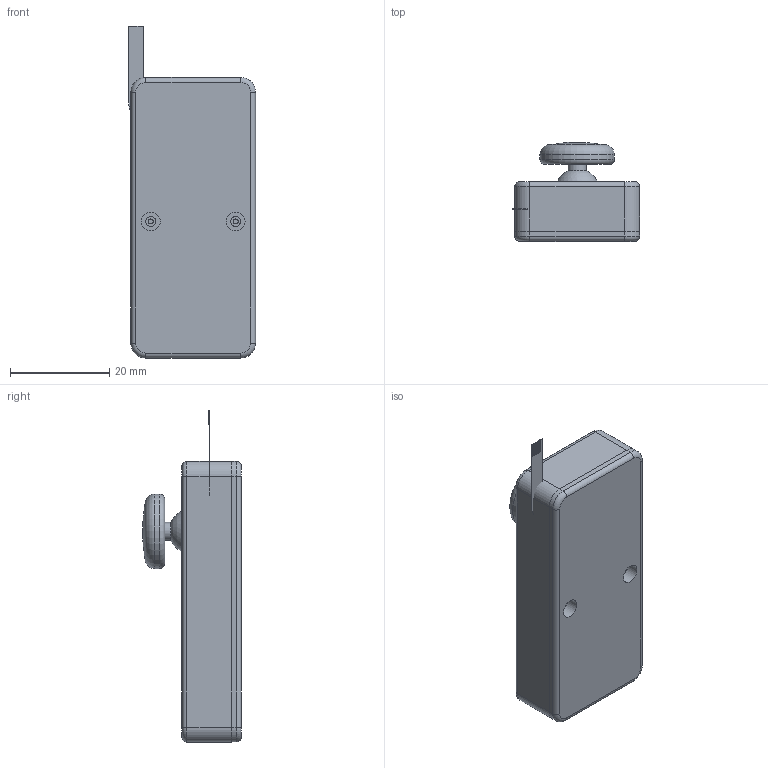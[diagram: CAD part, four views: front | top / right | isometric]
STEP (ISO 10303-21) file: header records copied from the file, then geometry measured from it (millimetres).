
FILE_DESCRIPTION(/* description */ (''),/* implementation_level */ '2;1');
FILE_NAME(/* name */ 'joystick_assy_switch.step',/* time_stamp */ '2021-07-26T13:59:42-07:00',/* author */ (''),/* organization */ (''),/* preprocessor_version */ 'ST-DEVELOPER v18.1',/* originating_system */ 'Autodesk Translation Framework v10.9.0.1377',/* authorisation */ '');
FILE_SCHEMA (('AUTOMOTIVE_DESIGN { 1 0 10303 214 3 1 1 }'));
Length unit declared in the file: millimetre
Products named in the file (14): Joystick_Assy_Switch; Part3^Switch Joystick; Sheet; Joystick_PCBA; 5034800540; 1; 5034800440; 1_1; PCB; QT Py SAMD; SM04B-SRSS-TB; 1054500101; S2; b3u-1000p
Assembly tree (15 placements, depth 4):
  Joystick_Assy_Switch
    Part3^Switch Joystick
      Sheet
    Joystick_PCBA
      SM04B-SRSS-TB  x2
      5034800540
        1
      5034800440
        1_1
      PCB
    QT Py SAMD
      SM04B-SRSS-TB
      1054500101
      S2
        b3u-1000p
Bounding box: 25.59 x 19.91 x 66.87 mm (x, y, z)
Volume: 11542.9 mm3; surface area: 14453.6 mm2
Topology: 13 solids, 13 shells, 1659 faces, 4464 edges, 2900 vertices
Faces by surface type: plane 1288, cylinder 302, torus 53, sphere 8, bspline 8
Full cylindrical faces by diameter (mm): 1 x2, 1.5 x1, 1.6 x2, 2 x5, 3.6 x1, 3.8 x2, 15 x1, 15.2 x1
Entity records: 46774 total; most frequent: CARTESIAN_POINT 8561, ORIENTED_EDGE 7948, DIRECTION 7618, EDGE_CURVE 3974, LINE 3272, VECTOR 3272, VERTEX_POINT 2576, AXIS2_PLACEMENT_3D 2173
